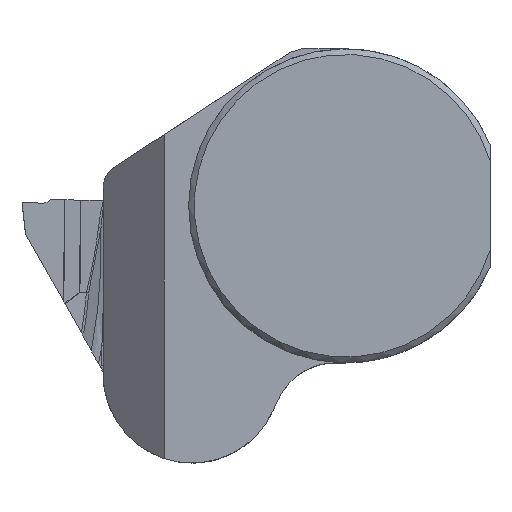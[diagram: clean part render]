
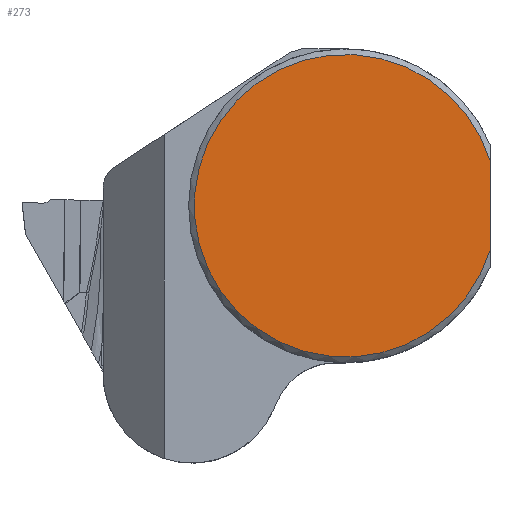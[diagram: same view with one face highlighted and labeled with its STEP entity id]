
A CAD part, top view. The second image highlights one B-rep face of the part: STEP entity #273.
In plain terms, the highlighted planar face has unit normal (0, 0, 1).
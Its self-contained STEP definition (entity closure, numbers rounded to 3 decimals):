
#210=PLANE('',#2358);
#273=ADVANCED_FACE('',(#430),#210,.F.);
#430=FACE_OUTER_BOUND('',#555,.T.);
#555=EDGE_LOOP('',(#1131,#1132));
#698=LINE('',#3258,#851);
#851=VECTOR('',#2650,1.);
#976=CIRCLE('',#2356,12.049);
#1131=ORIENTED_EDGE('',*,*,#1932,.F.);
#1132=ORIENTED_EDGE('',*,*,#1928,.F.);
#1711=VERTEX_POINT('',#3257);
#1712=VERTEX_POINT('',#3259);
#1928=EDGE_CURVE('',#1711,#1712,#698,.T.);
#1932=EDGE_CURVE('',#1712,#1711,#976,.T.);
#2356=AXIS2_PLACEMENT_3D('',#3269,#2659,#2660);
#2358=AXIS2_PLACEMENT_3D('',#3271,#2663,#2664);
#2650=DIRECTION('',(0.,-1.,0.));
#2659=DIRECTION('',(0.,0.,-1.));
#2660=DIRECTION('',(1.,0.,0.));
#2663=DIRECTION('',(0.,0.,-1.));
#2664=DIRECTION('',(1.,0.,0.));
#3257=CARTESIAN_POINT('',(11.5,3.595,0.));
#3258=CARTESIAN_POINT('',(11.5,0.,0.));
#3259=CARTESIAN_POINT('',(11.5,-3.595,0.));
#3269=CARTESIAN_POINT('',(0.,0.,0.));
#3271=CARTESIAN_POINT('',(-12.049,0.,0.));
